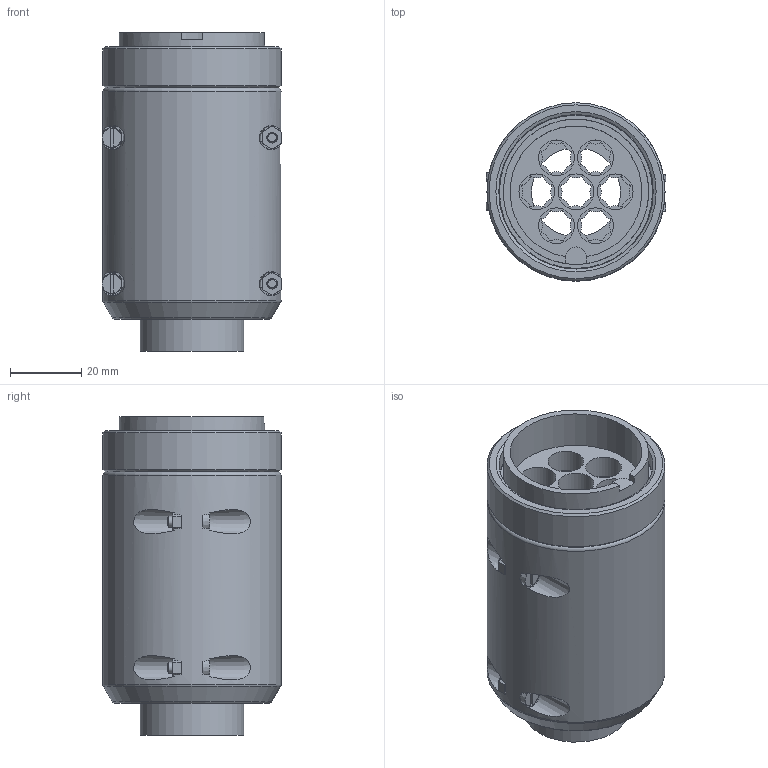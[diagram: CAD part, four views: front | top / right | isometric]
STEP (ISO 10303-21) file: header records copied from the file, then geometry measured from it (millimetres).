
FILE_DESCRIPTION(/* description */ ('STEP AP214'),/* implementation_level */ '2;1');
FILE_NAME(/* name */ '152506_KSV6-7',/* time_stamp */ '2024-08-29T18:52:05+02:00',/* author */ ('License CC BY-ND 4.0'),/* organization */ ('CADENAS'),/* preprocessor_version */ 'ST-DEVELOPER v19.3',/* originating_system */ 'PARTsolutions',/* authorisation */ ' ');
FILE_SCHEMA (('AUTOMOTIVE_DESIGN {1 0 10303 214 3 1 1}'));
Length unit declared in the file: millimetre
Products named in the file (1): 152506 KSV6-7
Bounding box: 50.5 x 50 x 89.5 mm (x, y, z)
Volume: 72904 mm3; surface area: 36149.2 mm2
Topology: 1 solids, 5 shells, 331 faces, 821 edges, 533 vertices
Faces by surface type: cylinder 151, plane 147, cone 30, torus 3
Full cylindrical faces by diameter (mm): 3 x8, 3.2 x4, 10.05 x7, 25 x1, 29 x1, 32 x1, 33 x1, 36 x2, 36.5 x1, 37 x1, 40 x3, 40.8 x1, 43 x1, 43.376 x1, 50 x2
Entity records: 9690 total; most frequent: CARTESIAN_POINT 1782, DIRECTION 1774, ORIENTED_EDGE 1486, EDGE_CURVE 743, AXIS2_PLACEMENT_3D 723, VERTEX_POINT 515, EDGE_LOOP 446, FACE_BOUND 446
